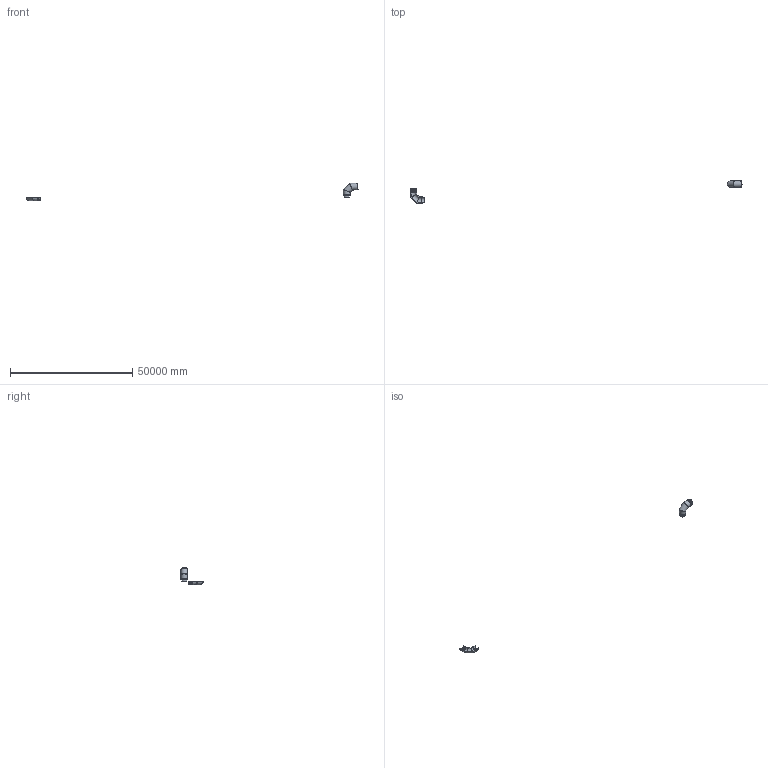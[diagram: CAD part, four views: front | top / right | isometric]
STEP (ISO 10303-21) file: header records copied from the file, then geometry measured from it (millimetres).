
FILE_DESCRIPTION(/* description */ (''),/* implementation_level */ '2;1');
FILE_NAME(/* name */ '58030.200X_3D.stp',/* time_stamp */ '2024-12-12T09:48:21+01:00',/* author */ ('CAD'),/* organization */ (''),/* preprocessor_version */ 'ST-DEVELOPER v20',/* originating_system */ 'AutoCAD Mechanical',/* authorisation */ '');
FILE_SCHEMA (('AUTOMOTIVE_DESIGN { 1 0 10303 214 3 1 1 }'));
Length unit declared in the file: centimetre
Products named in the file (2): Product; *S71
Assembly tree (1 placements, depth 2):
  Product
    *S71
Bounding box: 135957.55 x 9149.28 x 7202.55 mm (x, y, z)
Volume: 22374437902.6 mm3; surface area: 522483468.9 mm2
Topology: 20 solids, 20 shells, 257 faces, 625 edges, 420 vertices
Faces by surface type: plane 111, cylinder 65, cone 44, torus 35, bspline 2
Full cylindrical faces by diameter (mm): 100.098 x1, 2133 x3, 2191 x6, 2193.143 x1, 2240 x1, 2298 x2, 2410 x1, 2468 x2, 2610 x1, 2652.592 x1, 2666 x6, 2730 x3, 2750 x1
Entity records: 8836 total; most frequent: CARTESIAN_POINT 2475, DIRECTION 1413, ORIENTED_EDGE 1248, EDGE_CURVE 624, AXIS2_PLACEMENT_3D 584, VERTEX_POINT 417, EDGE_LOOP 303, CIRCLE 258
